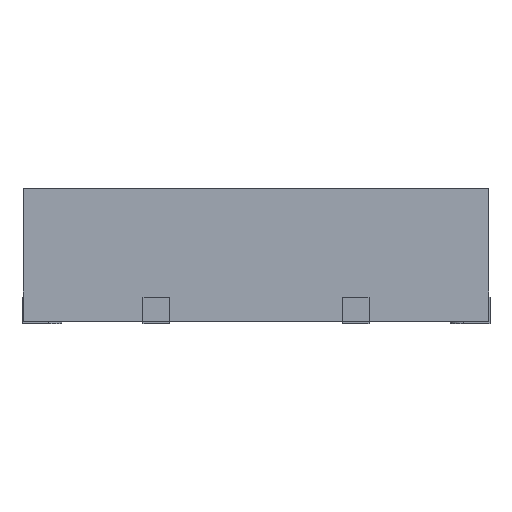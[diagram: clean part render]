
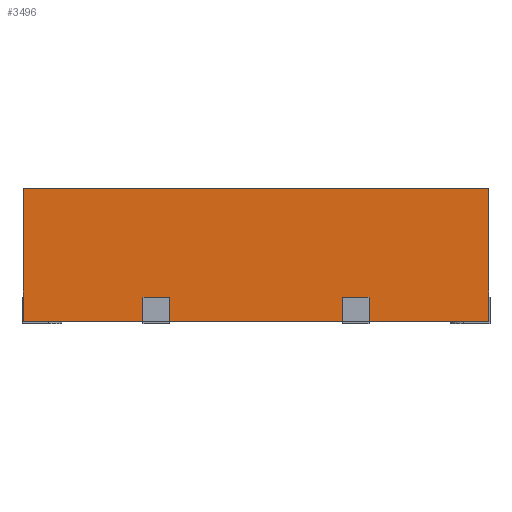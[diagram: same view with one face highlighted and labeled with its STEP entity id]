
A CAD part, front view. The second image highlights one B-rep face of the part: STEP entity #3496.
In plain terms, the highlighted planar face has unit normal (0, -1, 0).
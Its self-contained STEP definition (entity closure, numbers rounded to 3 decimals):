
#394 = DIRECTION ( 'NONE',  ( 1., 0., 0. ) ) ;
#1977 = DIRECTION ( 'NONE',  ( 0., 1., 0. ) ) ;
#2892 = ORIENTED_EDGE ( 'NONE', *, *, #3949, .T. ) ;
#2960 = ORIENTED_EDGE ( 'NONE', *, *, #18214, .F. ) ;
#3223 = VERTEX_POINT ( 'NONE', #8115 ) ;
#3352 = DIRECTION ( 'NONE',  ( 1., 0., 0. ) ) ;
#3496 = ADVANCED_FACE ( 'NONE', ( #11820 ), #14783, .F. ) ;
#3949 = EDGE_CURVE ( 'NONE', #15781, #9380, #15018, .T. ) ;
#5043 = CARTESIAN_POINT ( 'NONE',  ( 1.75, -2.25, 0. ) ) ;
#6436 = LINE ( 'NONE', #12108, #11011 ) ;
#6655 = LINE ( 'NONE', #8234, #7845 ) ;
#7529 = VERTEX_POINT ( 'NONE', #13393 ) ;
#7845 = VECTOR ( 'NONE', #13881, 1000. ) ;
#8115 = CARTESIAN_POINT ( 'NONE',  ( -1.75, -2.25, 1. ) ) ;
#8234 = CARTESIAN_POINT ( 'NONE',  ( 1.75, -2.25, 1. ) ) ;
#8343 = DIRECTION ( 'NONE',  ( 1., 0., 0. ) ) ;
#9380 = VERTEX_POINT ( 'NONE', #5043 ) ;
#9390 = EDGE_LOOP ( 'NONE', ( #2892, #2960, #12749, #12112 ) ) ;
#9922 = CARTESIAN_POINT ( 'NONE',  ( -1.75, -2.25, 0. ) ) ;
#10840 = CARTESIAN_POINT ( 'NONE',  ( 1.75, -2.25, 0. ) ) ;
#10969 = EDGE_CURVE ( 'NONE', #3223, #7529, #17168, .T. ) ;
#11011 = VECTOR ( 'NONE', #17731, 1000. ) ;
#11102 = EDGE_CURVE ( 'NONE', #3223, #15781, #6436, .T. ) ;
#11820 = FACE_OUTER_BOUND ( 'NONE', #9390, .T. ) ;
#12108 = CARTESIAN_POINT ( 'NONE',  ( -1.75, -2.25, 1. ) ) ;
#12112 = ORIENTED_EDGE ( 'NONE', *, *, #11102, .T. ) ;
#12749 = ORIENTED_EDGE ( 'NONE', *, *, #10969, .F. ) ;
#13002 = VECTOR ( 'NONE', #8343, 1000. ) ;
#13109 = CARTESIAN_POINT ( 'NONE',  ( 1.75, -2.25, 1. ) ) ;
#13393 = CARTESIAN_POINT ( 'NONE',  ( 1.75, -2.25, 1. ) ) ;
#13881 = DIRECTION ( 'NONE',  ( 0., 0., -1. ) ) ;
#14783 = PLANE ( 'NONE',  #17218 ) ;
#15018 = LINE ( 'NONE', #10840, #13002 ) ;
#15781 = VERTEX_POINT ( 'NONE', #9922 ) ;
#16451 = VECTOR ( 'NONE', #394, 1000. ) ;
#17168 = LINE ( 'NONE', #13109, #16451 ) ;
#17218 = AXIS2_PLACEMENT_3D ( 'NONE', #17812, #1977, #3352 ) ;
#17731 = DIRECTION ( 'NONE',  ( 0., 0., -1. ) ) ;
#17812 = CARTESIAN_POINT ( 'NONE',  ( 1.75, -2.25, 1. ) ) ;
#18214 = EDGE_CURVE ( 'NONE', #7529, #9380, #6655, .T. ) ;
